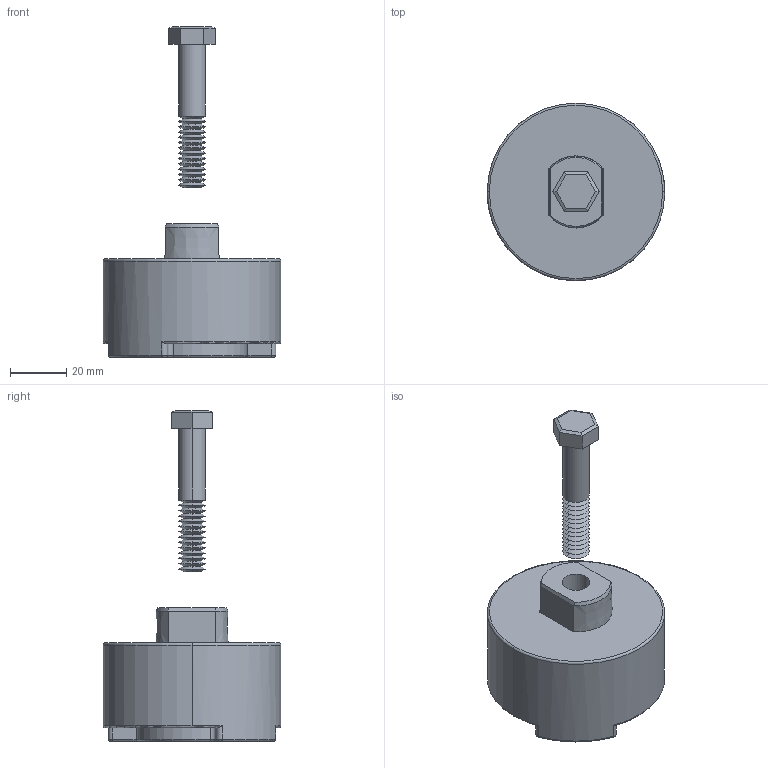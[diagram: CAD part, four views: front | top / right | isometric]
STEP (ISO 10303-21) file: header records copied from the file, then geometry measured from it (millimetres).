
FILE_DESCRIPTION((''),'2;1');
FILE_NAME('V25153138.stp','2012-10-11T08:51:57',(''),(''),'Mechanical Desktop 2009','Mechanical Desktop 2009',', , ');
FILE_SCHEMA(('CONFIG_CONTROL_DESIGN'));
Length unit declared in the file: inch
Products named in the file (1): DRAWING3
Bounding box: 62.99 x 62.99 x 117.35 mm (x, y, z)
Volume: 77533.1 mm3; surface area: 25168.7 mm2
Topology: 2 solids, 2 shells, 141 faces, 316 edges, 182 vertices
Faces by surface type: cone 58, plane 33, cylinder 28, torus 22
Entity records: 4113 total; most frequent: CARTESIAN_POINT 812, DIRECTION 740, ORIENTED_EDGE 632, EDGE_CURVE 316, AXIS2_PLACEMENT_3D 298, VERTEX_POINT 182, CIRCLE 156, EDGE_LOOP 146
